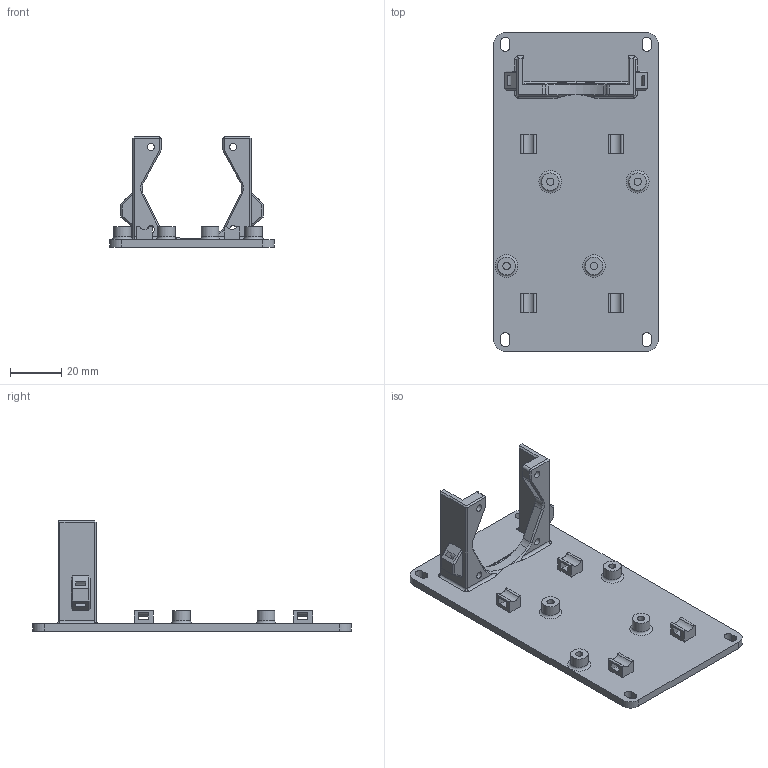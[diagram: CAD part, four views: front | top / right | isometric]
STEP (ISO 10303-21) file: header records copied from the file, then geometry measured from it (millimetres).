
FILE_DESCRIPTION(/* description */ (''),/* implementation_level */ '2;1');
FILE_NAME(/* name */ 'Lower Bay Tray - Generic LM2596.step',/* time_stamp */ '2022-07-28T00:51:26-05:00',/* author */ (''),/* organization */ (''),/* preprocessor_version */ 'ST-DEVELOPER v19',/* originating_system */ 'Autodesk Translation Framework v11.7.0.108',/* authorisation */ '');
FILE_SCHEMA (('AUTOMOTIVE_DESIGN { 1 0 10303 214 3 1 1 }'));
Length unit declared in the file: millimetre
Products named in the file (1): Generic LM2596
Bounding box: 64 x 124 x 43 mm (x, y, z)
Volume: 30584.1 mm3; surface area: 22344.7 mm2
Topology: 1 solids, 1 shells, 221 faces, 544 edges, 340 vertices
Faces by surface type: plane 120, cylinder 69, cone 20, bspline 8, torus 4
Full cylindrical faces by diameter (mm): 2.8 x4, 2.85 x4, 6.85 x4
Entity records: 7653 total; most frequent: CARTESIAN_POINT 2300, DIRECTION 1102, ORIENTED_EDGE 1088, EDGE_CURVE 544, AXIS2_PLACEMENT_3D 370, LINE 362, VECTOR 362, VERTEX_POINT 340
